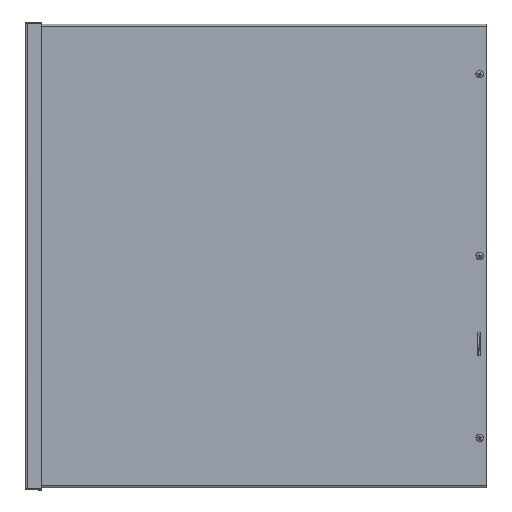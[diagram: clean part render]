
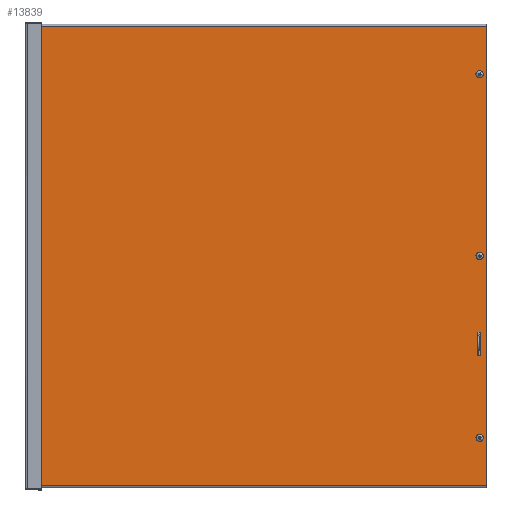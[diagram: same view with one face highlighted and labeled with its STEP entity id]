
A CAD part, front view. The second image highlights one B-rep face of the part: STEP entity #13839.
In plain terms, the highlighted face is planar.
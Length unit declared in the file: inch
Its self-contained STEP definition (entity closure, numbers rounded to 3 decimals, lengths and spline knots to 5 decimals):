
#13029=CARTESIAN_POINT('',(3.1715,14.656,0.062));
#13030=VERTEX_POINT('',#13029);
#13031=CARTESIAN_POINT('',(3.015,14.656,0.062));
#13032=DIRECTION('',(0.0,0.0,-1.0));
#13033=DIRECTION('',(-1.0,0.0,0.0));
#13034=AXIS2_PLACEMENT_3D('',#13031,#13032,#13033);
#13035=CIRCLE('',#13034,0.1565);
#13036=EDGE_CURVE('',#13030,#13030,#13035,.T.);
#13057=CARTESIAN_POINT('',(3.1715,-8.656,0.062));
#13058=VERTEX_POINT('',#13057);
#13059=CARTESIAN_POINT('',(3.015,-8.656,0.062));
#13060=DIRECTION('',(0.0,0.0,-1.0));
#13061=DIRECTION('',(-1.0,0.0,0.0));
#13062=AXIS2_PLACEMENT_3D('',#13059,#13060,#13061);
#13063=CIRCLE('',#13062,0.1565);
#13064=EDGE_CURVE('',#13058,#13058,#13063,.T.);
#13085=CARTESIAN_POINT('',(12.734,14.656,0.062));
#13086=VERTEX_POINT('',#13085);
#13087=CARTESIAN_POINT('',(12.5775,14.656,0.062));
#13088=DIRECTION('',(0.0,0.0,-1.0));
#13089=DIRECTION('',(-1.0,0.0,0.0));
#13090=AXIS2_PLACEMENT_3D('',#13087,#13088,#13089);
#13091=CIRCLE('',#13090,0.1565);
#13092=EDGE_CURVE('',#13086,#13086,#13091,.T.);
#13113=CARTESIAN_POINT('',(-6.391,14.656,0.062));
#13114=VERTEX_POINT('',#13113);
#13115=CARTESIAN_POINT('',(-6.5475,14.656,0.062));
#13116=DIRECTION('',(0.0,0.0,-1.0));
#13117=DIRECTION('',(-1.0,0.0,0.0));
#13118=AXIS2_PLACEMENT_3D('',#13115,#13116,#13117);
#13119=CIRCLE('',#13118,0.1565);
#13120=EDGE_CURVE('',#13114,#13114,#13119,.T.);
#13141=CARTESIAN_POINT('',(12.734,-8.656,0.062));
#13142=VERTEX_POINT('',#13141);
#13143=CARTESIAN_POINT('',(12.5775,-8.656,0.062));
#13144=DIRECTION('',(0.0,0.0,-1.0));
#13145=DIRECTION('',(-1.0,0.0,0.0));
#13146=AXIS2_PLACEMENT_3D('',#13143,#13144,#13145);
#13147=CIRCLE('',#13146,0.1565);
#13148=EDGE_CURVE('',#13142,#13142,#13147,.T.);
#13169=CARTESIAN_POINT('',(-6.391,-8.656,0.062));
#13170=VERTEX_POINT('',#13169);
#13171=CARTESIAN_POINT('',(-6.5475,-8.656,0.062));
#13172=DIRECTION('',(0.0,0.0,-1.0));
#13173=DIRECTION('',(-1.0,0.0,0.0));
#13174=AXIS2_PLACEMENT_3D('',#13171,#13172,#13173);
#13175=CIRCLE('',#13174,0.1565);
#13176=EDGE_CURVE('',#13170,#13170,#13175,.T.);
#13186=CARTESIAN_POINT('',(-2.235,-8.56588,0.062));
#13187=VERTEX_POINT('',#13186);
#13188=CARTESIAN_POINT('',(-0.985,-8.56588,0.062));
#13189=VERTEX_POINT('',#13188);
#13190=CARTESIAN_POINT('',(-2.235,-8.56587,0.062));
#13191=DIRECTION('',(1.0,0.0,0.0));
#13192=VECTOR('',#13191,1.25);
#13193=LINE('',#13190,#13192);
#13194=EDGE_CURVE('',#13187,#13189,#13193,.T.);
#13226=CARTESIAN_POINT('',(-2.235,-8.72213,0.062));
#13227=VERTEX_POINT('',#13226);
#13228=CARTESIAN_POINT('',(-2.235,-8.72213,0.062));
#13229=DIRECTION('',(0.0,1.0,0.0));
#13230=VECTOR('',#13229,0.15625);
#13231=LINE('',#13228,#13230);
#13232=EDGE_CURVE('',#13227,#13187,#13231,.T.);
#13257=CARTESIAN_POINT('',(-0.985,-8.72213,0.062));
#13258=VERTEX_POINT('',#13257);
#13259=CARTESIAN_POINT('',(-0.985,-8.72213,0.062));
#13260=DIRECTION('',(-1.0,0.0,0.0));
#13261=VECTOR('',#13260,1.25);
#13262=LINE('',#13259,#13261);
#13263=EDGE_CURVE('',#13258,#13227,#13262,.T.);
#13295=CARTESIAN_POINT('',(-0.985,-8.56588,0.062));
#13296=DIRECTION('',(0.0,-1.0,0.0));
#13297=VECTOR('',#13296,0.15625);
#13298=LINE('',#13295,#13297);
#13299=EDGE_CURVE('',#13189,#13258,#13298,.T.);
#13320=CARTESIAN_POINT('',(15.10925,15.,0.062));
#13321=VERTEX_POINT('',#13320);
#13329=CARTESIAN_POINT('',(15.10925,-9.,0.062));
#13330=VERTEX_POINT('',#13329);
#13331=CARTESIAN_POINT('',(15.10925,-9.,0.062));
#13332=DIRECTION('',(0.0,1.0,0.0));
#13333=VECTOR('',#13332,24.);
#13334=LINE('',#13331,#13333);
#13335=EDGE_CURVE('',#13330,#13321,#13334,.T.);
#13556=CARTESIAN_POINT('',(-9.07925,-9.,0.062));
#13557=VERTEX_POINT('',#13556);
#13565=CARTESIAN_POINT('',(-9.07925,15.,0.062));
#13566=VERTEX_POINT('',#13565);
#13567=CARTESIAN_POINT('',(-9.07925,15.0,0.062));
#13568=DIRECTION('',(0.0,-1.0,0.0));
#13569=VECTOR('',#13568,24.0);
#13570=LINE('',#13567,#13569);
#13571=EDGE_CURVE('',#13566,#13557,#13570,.T.);
#13783=CARTESIAN_POINT('',(-9.07925,15.,0.062));
#13784=DIRECTION('',(1.0,0.0,0.0));
#13785=VECTOR('',#13784,24.1885);
#13786=LINE('',#13783,#13785);
#13787=EDGE_CURVE('',#13566,#13321,#13786,.T.);
#13799=CARTESIAN_POINT('',(3.015,3.0,0.062));
#13800=DIRECTION('',(0.0,0.0,1.0));
#13801=DIRECTION('',(1.0,0.0,0.0));
#13802=AXIS2_PLACEMENT_3D('',#13799,#13800,#13801);
#13803=PLANE('',#13802);
#13804=ORIENTED_EDGE('',*,*,#13571,.T.);
#13805=CARTESIAN_POINT('',(15.10925,-9.,0.062));
#13806=DIRECTION('',(-1.0,0.0,0.0));
#13807=VECTOR('',#13806,24.1885);
#13808=LINE('',#13805,#13807);
#13809=EDGE_CURVE('',#13330,#13557,#13808,.T.);
#13810=ORIENTED_EDGE('',*,*,#13809,.F.);
#13811=ORIENTED_EDGE('',*,*,#13335,.T.);
#13812=ORIENTED_EDGE('',*,*,#13787,.F.);
#13813=EDGE_LOOP('',(#13804,#13810,#13811,#13812));
#13814=FACE_OUTER_BOUND('',#13813,.T.);
#13815=ORIENTED_EDGE('',*,*,#13036,.T.);
#13816=EDGE_LOOP('',(#13815));
#13817=FACE_BOUND('',#13816,.T.);
#13818=ORIENTED_EDGE('',*,*,#13064,.T.);
#13819=EDGE_LOOP('',(#13818));
#13820=FACE_BOUND('',#13819,.T.);
#13821=ORIENTED_EDGE('',*,*,#13092,.T.);
#13822=EDGE_LOOP('',(#13821));
#13823=FACE_BOUND('',#13822,.T.);
#13824=ORIENTED_EDGE('',*,*,#13120,.T.);
#13825=EDGE_LOOP('',(#13824));
#13826=FACE_BOUND('',#13825,.T.);
#13827=ORIENTED_EDGE('',*,*,#13148,.T.);
#13828=EDGE_LOOP('',(#13827));
#13829=FACE_BOUND('',#13828,.T.);
#13830=ORIENTED_EDGE('',*,*,#13176,.T.);
#13831=EDGE_LOOP('',(#13830));
#13832=FACE_BOUND('',#13831,.T.);
#13833=ORIENTED_EDGE('',*,*,#13194,.T.);
#13834=ORIENTED_EDGE('',*,*,#13299,.T.);
#13835=ORIENTED_EDGE('',*,*,#13263,.T.);
#13836=ORIENTED_EDGE('',*,*,#13232,.T.);
#13837=EDGE_LOOP('',(#13833,#13834,#13835,#13836));
#13838=FACE_BOUND('',#13837,.T.);
#13839=ADVANCED_FACE('',(#13814,#13817,#13820,#13823,#13826,#13829,#13832,#13838),#13803,.T.);
